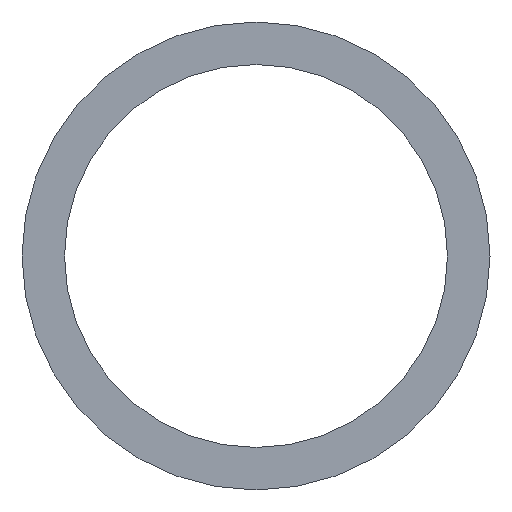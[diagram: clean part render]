
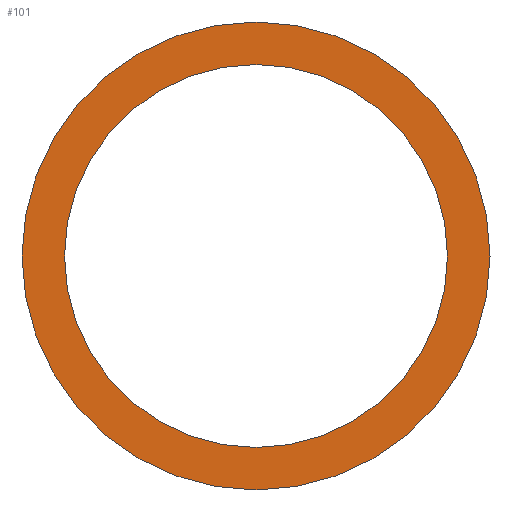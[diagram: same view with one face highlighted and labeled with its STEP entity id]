
A CAD part, left-side view. The second image highlights one B-rep face of the part: STEP entity #101.
In plain terms, the highlighted planar face has unit normal (-1, 0, 0).
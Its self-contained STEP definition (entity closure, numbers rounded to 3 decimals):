
#57 = VERTEX_POINT( '', #129 );
#63 = EDGE_CURVE( '', #91, #65, #135, .T. );
#65 = VERTEX_POINT( '', #137 );
#75 = VERTEX_POINT( '', #148 );
#81 = EDGE_CURVE( '', #57, #75, #154, .T. );
#85 = EDGE_CURVE( '', #75, #57, #158, .T. );
#91 = VERTEX_POINT( '', #164 );
#97 = EDGE_CURVE( '', #65, #91, #172, .T. );
#101 = ADVANCED_FACE( '', ( #177, #178 ), #179, .F. );
#129 = CARTESIAN_POINT( '', ( 0., 0., -128.9 ) );
#135 = CIRCLE( '', #207, 157.5 );
#137 = CARTESIAN_POINT( '', ( 0., 0., 157.5 ) );
#148 = CARTESIAN_POINT( '', ( 0., 0., 128.9 ) );
#154 = CIRCLE( '', #228, 128.9 );
#158 = CIRCLE( '', #235, 128.9 );
#164 = CARTESIAN_POINT( '', ( 0., 0., -157.5 ) );
#172 = CIRCLE( '', #254, 157.5 );
#177 = FACE_OUTER_BOUND( '', #259, .T. );
#178 = FACE_BOUND( '', #260, .T. );
#179 = PLANE( '', #261 );
#207 = AXIS2_PLACEMENT_3D( '', #286, #287, #288 );
#228 = AXIS2_PLACEMENT_3D( '', #304, #305, #306 );
#235 = AXIS2_PLACEMENT_3D( '', #308, #309, #310 );
#254 = AXIS2_PLACEMENT_3D( '', #321, #322, #323 );
#259 = EDGE_LOOP( '', ( #333, #334 ) );
#260 = EDGE_LOOP( '', ( #335, #336 ) );
#261 = AXIS2_PLACEMENT_3D( '', #337, #338, #339 );
#286 = CARTESIAN_POINT( '', ( 0., 0., 0. ) );
#287 = DIRECTION( '', ( 1., 0., 0. ) );
#288 = DIRECTION( '', ( 0., 0., -1. ) );
#304 = CARTESIAN_POINT( '', ( 0., 0., 0. ) );
#305 = DIRECTION( '', ( 1., 0., 0. ) );
#306 = DIRECTION( '', ( 0., 0., -1. ) );
#308 = CARTESIAN_POINT( '', ( 0., 0., 0. ) );
#309 = DIRECTION( '', ( 1., 0., 0. ) );
#310 = DIRECTION( '', ( 0., 0., -1. ) );
#321 = CARTESIAN_POINT( '', ( 0., 0., 0. ) );
#322 = DIRECTION( '', ( 1., 0., 0. ) );
#323 = DIRECTION( '', ( 0., 0., -1. ) );
#333 = ORIENTED_EDGE( '', *, *, #63, .F. );
#334 = ORIENTED_EDGE( '', *, *, #97, .F. );
#335 = ORIENTED_EDGE( '', *, *, #81, .T. );
#336 = ORIENTED_EDGE( '', *, *, #85, .T. );
#337 = CARTESIAN_POINT( '', ( 0., 0., 0. ) );
#338 = DIRECTION( '', ( 1., 0., 0. ) );
#339 = DIRECTION( '', ( 0., 0., -1. ) );
